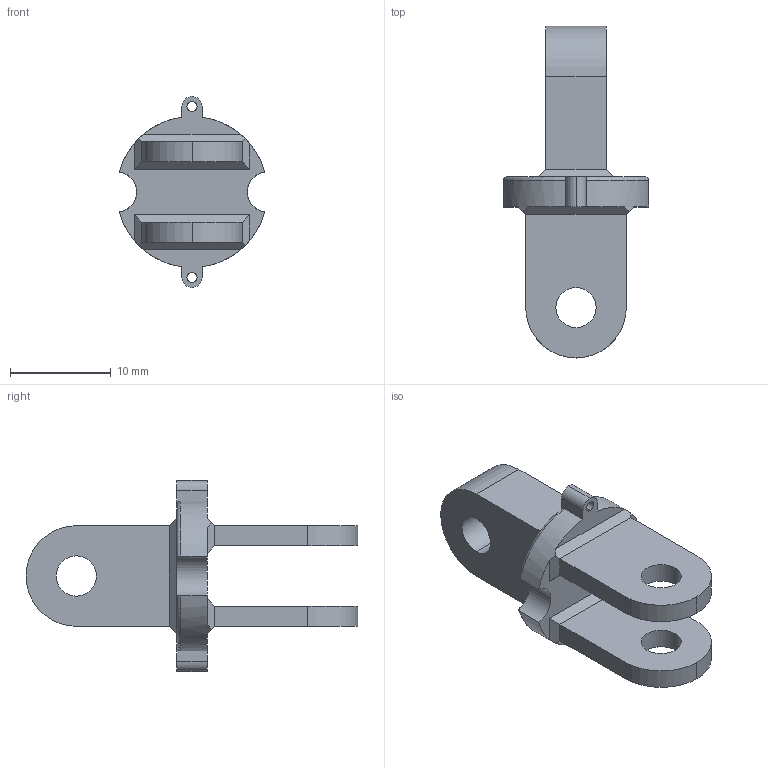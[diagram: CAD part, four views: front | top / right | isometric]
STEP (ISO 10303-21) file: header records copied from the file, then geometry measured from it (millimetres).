
FILE_DESCRIPTION (( 'STEP AP203' ), '1' );
FILE_NAME ('FINGLER_PART2_Default_sldprt.STEP', '2018-06-25T05:54:04', ( '' ), ( '' ), 'SwSTEP 2.0', 'SolidWorks 2017', '' );
FILE_SCHEMA (( 'CONFIG_CONTROL_DESIGN' ));
Length unit declared in the file: millimetre
Products named in the file (1): FINGLER_PART2_Default_sldprt
Bounding box: 14.47 x 33 x 19 mm (x, y, z)
Volume: 1801.4 mm3; surface area: 1636.3 mm2
Topology: 1 solids, 1 shells, 61 faces, 162 edges, 104 vertices
Faces by surface type: plane 32, cylinder 25, torus 4
Entity records: 2019 total; most frequent: CARTESIAN_POINT 392, DIRECTION 328, ORIENTED_EDGE 324, EDGE_CURVE 162, AXIS2_PLACEMENT_3D 120, VERTEX_POINT 104, VECTOR 88, LINE 88
